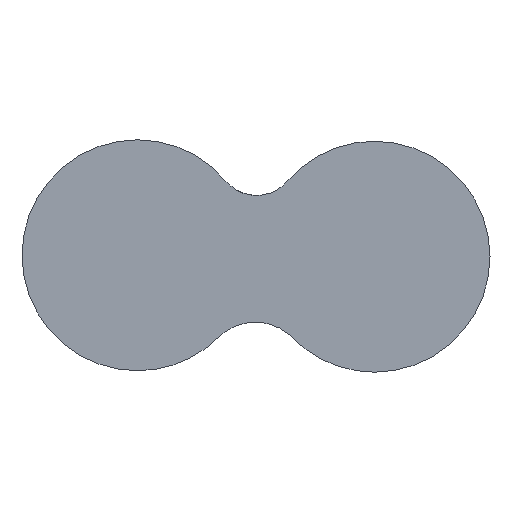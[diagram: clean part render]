
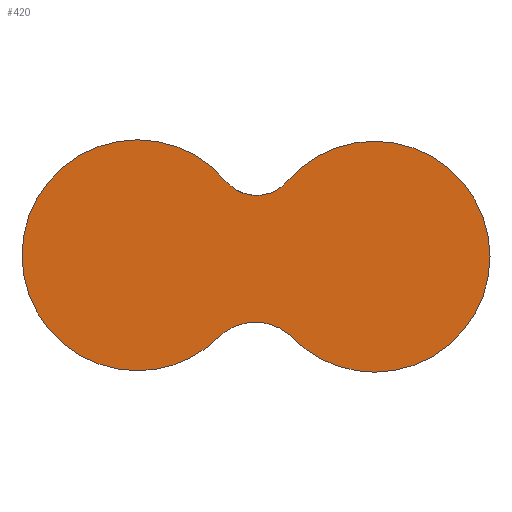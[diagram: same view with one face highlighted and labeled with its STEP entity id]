
A CAD part, front view. The second image highlights one B-rep face of the part: STEP entity #420.
In plain terms, the highlighted planar face has unit normal (0, -1, 0).
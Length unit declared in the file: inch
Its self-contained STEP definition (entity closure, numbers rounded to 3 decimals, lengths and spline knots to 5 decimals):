
#10 = AXIS2_PLACEMENT_3D ( 'NONE', #654, #720, #861 ) ;
#31 = DIRECTION ( 'NONE',  ( 0., 1., 0. ) ) ;
#34 = ORIENTED_EDGE ( 'NONE', *, *, #219, .F. ) ;
#41 = CIRCLE ( 'NONE', #610, 0.2435 ) ;
#42 = AXIS2_PLACEMENT_3D ( 'NONE', #641, #393, #265 ) ;
#55 = VERTEX_POINT ( 'NONE', #152 ) ;
#61 = VERTEX_POINT ( 'NONE', #305 ) ;
#62 = VERTEX_POINT ( 'NONE', #768 ) ;
#89 = DIRECTION ( 'NONE',  ( 0., 0., 1. ) ) ;
#93 = EDGE_CURVE ( 'NONE', #572, #361, #41, .T. ) ;
#128 = DIRECTION ( 'NONE',  ( 0., 0., 1. ) ) ;
#139 = CARTESIAN_POINT ( 'NONE',  ( 0.07628, 0., -0.17217 ) ) ;
#152 = CARTESIAN_POINT ( 'NONE',  ( 0.25, 0., -0.24504 ) ) ;
#160 = AXIS2_PLACEMENT_3D ( 'NONE', #301, #365, #554 ) ;
#186 = ORIENTED_EDGE ( 'NONE', *, *, #211, .F. ) ;
#187 = DIRECTION ( 'NONE',  ( 0., 0., 1. ) ) ;
#190 = EDGE_CURVE ( 'NONE', #412, #55, #538, .T. ) ;
#194 = AXIS2_PLACEMENT_3D ( 'NONE', #330, #792, #187 ) ;
#195 = AXIS2_PLACEMENT_3D ( 'NONE', #445, #714, #464 ) ;
#211 = EDGE_CURVE ( 'NONE', #361, #276, #367, .T. ) ;
#219 = EDGE_CURVE ( 'NONE', #55, #700, #497, .T. ) ;
#229 = DIRECTION ( 'NONE',  ( 0., -1., 0. ) ) ;
#240 = VERTEX_POINT ( 'NONE', #456 ) ;
#245 = EDGE_CURVE ( 'NONE', #61, #412, #556, .T. ) ;
#248 = CIRCLE ( 'NONE', #160, 0.08438 ) ;
#265 = DIRECTION ( 'NONE',  ( 0., 0., 1. ) ) ;
#276 = VERTEX_POINT ( 'NONE', #858 ) ;
#301 = CARTESIAN_POINT ( 'NONE',  ( 0.00131, 0., 0.21214 ) ) ;
#305 = CARTESIAN_POINT ( 'NONE',  ( 0.06531, 0., 0.15715 ) ) ;
#330 = CARTESIAN_POINT ( 'NONE',  ( 0.25, 0., -0.00154 ) ) ;
#337 = ORIENTED_EDGE ( 'NONE', *, *, #417, .F. ) ;
#361 = VERTEX_POINT ( 'NONE', #739 ) ;
#365 = DIRECTION ( 'NONE',  ( 0., -1., 0. ) ) ;
#367 = CIRCLE ( 'NONE', #42, 0.2435 ) ;
#374 = DIRECTION ( 'NONE',  ( 0., 1., 0. ) ) ;
#375 = CARTESIAN_POINT ( 'NONE',  ( 0.00131, 0., 0.21214 ) ) ;
#386 = FACE_OUTER_BOUND ( 'NONE', #828, .T. ) ;
#390 = CARTESIAN_POINT ( 'NONE',  ( 0.25, 0., -0.00154 ) ) ;
#393 = DIRECTION ( 'NONE',  ( 0., 1., 0. ) ) ;
#402 = AXIS2_PLACEMENT_3D ( 'NONE', #375, #229, #690 ) ;
#412 = VERTEX_POINT ( 'NONE', #494 ) ;
#417 = EDGE_CURVE ( 'NONE', #62, #61, #248, .T. ) ;
#420 = ADVANCED_FACE ( 'NONE', ( #386 ), #619, .F. ) ;
#424 = AXIS2_PLACEMENT_3D ( 'NONE', #802, #477, #876 ) ;
#434 = CARTESIAN_POINT ( 'NONE',  ( -0.0784, 0., -0.17122 ) ) ;
#445 = CARTESIAN_POINT ( 'NONE',  ( 0.12423, 0., -0.12507 ) ) ;
#456 = CARTESIAN_POINT ( 'NONE',  ( -0.06336, 0., 0.15794 ) ) ;
#462 = CARTESIAN_POINT ( 'NONE',  ( -0.25, 0., 0.00154 ) ) ;
#464 = DIRECTION ( 'NONE',  ( 0., 0., 1. ) ) ;
#467 = DIRECTION ( 'NONE',  ( 0., 0., 1. ) ) ;
#477 = DIRECTION ( 'NONE',  ( 0., -1., 0. ) ) ;
#482 = ORIENTED_EDGE ( 'NONE', *, *, #93, .F. ) ;
#494 = CARTESIAN_POINT ( 'NONE',  ( 0.25, 0., 0.24196 ) ) ;
#497 = CIRCLE ( 'NONE', #10, 0.2435 ) ;
#538 = CIRCLE ( 'NONE', #800, 0.2435 ) ;
#554 = DIRECTION ( 'NONE',  ( 0., 0., -1. ) ) ;
#556 = CIRCLE ( 'NONE', #194, 0.2435 ) ;
#572 = VERTEX_POINT ( 'NONE', #434 ) ;
#598 = ORIENTED_EDGE ( 'NONE', *, *, #860, .F. ) ;
#610 = AXIS2_PLACEMENT_3D ( 'NONE', #778, #374, #89 ) ;
#619 = PLANE ( 'NONE',  #195 ) ;
#641 = CARTESIAN_POINT ( 'NONE',  ( -0.25, 0., 0.00154 ) ) ;
#654 = CARTESIAN_POINT ( 'NONE',  ( 0.25, 0., -0.00154 ) ) ;
#660 = ORIENTED_EDGE ( 'NONE', *, *, #679, .F. ) ;
#674 = CIRCLE ( 'NONE', #424, 0.10907 ) ;
#679 = EDGE_CURVE ( 'NONE', #240, #62, #845, .T. ) ;
#685 = AXIS2_PLACEMENT_3D ( 'NONE', #462, #880, #128 ) ;
#690 = DIRECTION ( 'NONE',  ( 0., 0., -1. ) ) ;
#700 = VERTEX_POINT ( 'NONE', #139 ) ;
#714 = DIRECTION ( 'NONE',  ( 0., 1., 0. ) ) ;
#720 = DIRECTION ( 'NONE',  ( 0., 1., 0. ) ) ;
#737 = ORIENTED_EDGE ( 'NONE', *, *, #190, .F. ) ;
#739 = CARTESIAN_POINT ( 'NONE',  ( -0.25, 0., -0.24196 ) ) ;
#746 = ORIENTED_EDGE ( 'NONE', *, *, #843, .F. ) ;
#768 = CARTESIAN_POINT ( 'NONE',  ( 0.00131, 0., 0.12776 ) ) ;
#778 = CARTESIAN_POINT ( 'NONE',  ( -0.25, 0., 0.00154 ) ) ;
#792 = DIRECTION ( 'NONE',  ( 0., 1., 0. ) ) ;
#800 = AXIS2_PLACEMENT_3D ( 'NONE', #390, #31, #467 ) ;
#802 = CARTESIAN_POINT ( 'NONE',  ( -0.00153, 0., -0.24861 ) ) ;
#819 = ORIENTED_EDGE ( 'NONE', *, *, #245, .F. ) ;
#828 = EDGE_LOOP ( 'NONE', ( #598, #34, #737, #819, #337, #660, #746, #186, #482 ) ) ;
#843 = EDGE_CURVE ( 'NONE', #276, #240, #865, .T. ) ;
#845 = CIRCLE ( 'NONE', #402, 0.08438 ) ;
#858 = CARTESIAN_POINT ( 'NONE',  ( -0.25, 0., 0.24504 ) ) ;
#860 = EDGE_CURVE ( 'NONE', #700, #572, #674, .T. ) ;
#861 = DIRECTION ( 'NONE',  ( 0., 0., 1. ) ) ;
#865 = CIRCLE ( 'NONE', #685, 0.2435 ) ;
#876 = DIRECTION ( 'NONE',  ( 0., 0., 1. ) ) ;
#880 = DIRECTION ( 'NONE',  ( 0., 1., 0. ) ) ;
